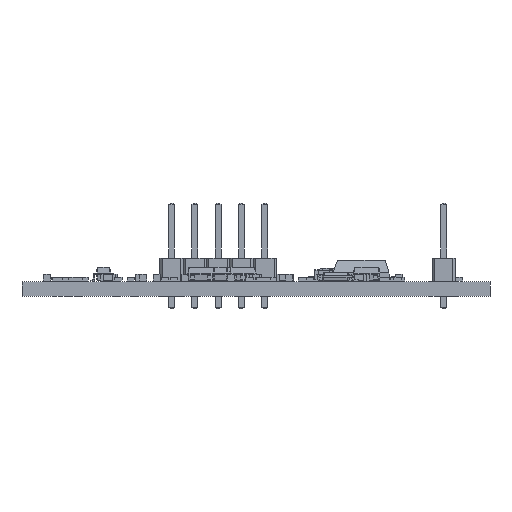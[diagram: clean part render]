
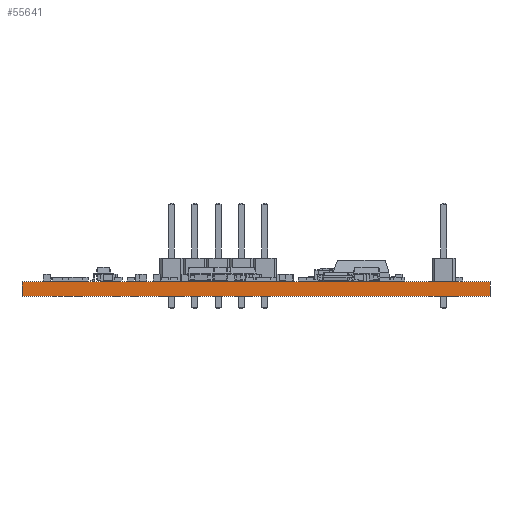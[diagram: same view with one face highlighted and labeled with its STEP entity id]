
A CAD part, front view. The second image highlights one B-rep face of the part: STEP entity #55641.
In plain terms, the highlighted planar face has unit normal (0, -1, 0).
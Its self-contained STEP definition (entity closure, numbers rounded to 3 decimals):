
#55641 = ADVANCED_FACE('',(#55642),#55656,.T.);
#55642 = FACE_BOUND('',#55643,.T.);
#55643 = EDGE_LOOP('',(#55644,#55679,#55707,#55735));
#55644 = ORIENTED_EDGE('',*,*,#55645,.T.);
#55645 = EDGE_CURVE('',#55646,#55648,#55650,.T.);
#55646 = VERTEX_POINT('',#55647);
#55647 = CARTESIAN_POINT('',(202.,-116.,0.));
#55648 = VERTEX_POINT('',#55649);
#55649 = CARTESIAN_POINT('',(202.,-116.,1.58));
#55650 = SURFACE_CURVE('',#55651,(#55655,#55667),.PCURVE_S1.);
#55651 = LINE('',#55652,#55653);
#55652 = CARTESIAN_POINT('',(202.,-116.,0.));
#55653 = VECTOR('',#55654,1.);
#55654 = DIRECTION('',(0.,0.,1.));
#55655 = PCURVE('',#55656,#55661);
#55656 = PLANE('',#55657);
#55657 = AXIS2_PLACEMENT_3D('',#55658,#55659,#55660);
#55658 = CARTESIAN_POINT('',(202.,-116.,0.));
#55659 = DIRECTION('',(0.,-1.,0.));
#55660 = DIRECTION('',(-1.,0.,0.));
#55661 = DEFINITIONAL_REPRESENTATION('',(#55662),#55666);
#55662 = LINE('',#55663,#55664);
#55663 = CARTESIAN_POINT('',(0.,-0.));
#55664 = VECTOR('',#55665,1.);
#55665 = DIRECTION('',(0.,-1.));
#55666 = ( GEOMETRIC_REPRESENTATION_CONTEXT(2) 
PARAMETRIC_REPRESENTATION_CONTEXT() REPRESENTATION_CONTEXT('2D SPACE',''
  ) );
#55667 = PCURVE('',#55668,#55673);
#55668 = PLANE('',#55669);
#55669 = AXIS2_PLACEMENT_3D('',#55670,#55671,#55672);
#55670 = CARTESIAN_POINT('',(202.,-57.,0.));
#55671 = DIRECTION('',(1.,0.,-0.));
#55672 = DIRECTION('',(0.,-1.,0.));
#55673 = DEFINITIONAL_REPRESENTATION('',(#55674),#55678);
#55674 = LINE('',#55675,#55676);
#55675 = CARTESIAN_POINT('',(59.,0.));
#55676 = VECTOR('',#55677,1.);
#55677 = DIRECTION('',(0.,-1.));
#55678 = ( GEOMETRIC_REPRESENTATION_CONTEXT(2) 
PARAMETRIC_REPRESENTATION_CONTEXT() REPRESENTATION_CONTEXT('2D SPACE',''
  ) );
#55679 = ORIENTED_EDGE('',*,*,#55680,.T.);
#55680 = EDGE_CURVE('',#55648,#55681,#55683,.T.);
#55681 = VERTEX_POINT('',#55682);
#55682 = CARTESIAN_POINT('',(151.,-116.,1.58));
#55683 = SURFACE_CURVE('',#55684,(#55688,#55695),.PCURVE_S1.);
#55684 = LINE('',#55685,#55686);
#55685 = CARTESIAN_POINT('',(202.,-116.,1.58));
#55686 = VECTOR('',#55687,1.);
#55687 = DIRECTION('',(-1.,0.,0.));
#55688 = PCURVE('',#55656,#55689);
#55689 = DEFINITIONAL_REPRESENTATION('',(#55690),#55694);
#55690 = LINE('',#55691,#55692);
#55691 = CARTESIAN_POINT('',(0.,-1.58));
#55692 = VECTOR('',#55693,1.);
#55693 = DIRECTION('',(1.,0.));
#55694 = ( GEOMETRIC_REPRESENTATION_CONTEXT(2) 
PARAMETRIC_REPRESENTATION_CONTEXT() REPRESENTATION_CONTEXT('2D SPACE',''
  ) );
#55695 = PCURVE('',#55696,#55701);
#55696 = PLANE('',#55697);
#55697 = AXIS2_PLACEMENT_3D('',#55698,#55699,#55700);
#55698 = CARTESIAN_POINT('',(176.5,-86.5,1.58));
#55699 = DIRECTION('',(-0.,-0.,-1.));
#55700 = DIRECTION('',(-1.,0.,0.));
#55701 = DEFINITIONAL_REPRESENTATION('',(#55702),#55706);
#55702 = LINE('',#55703,#55704);
#55703 = CARTESIAN_POINT('',(-25.5,-29.5));
#55704 = VECTOR('',#55705,1.);
#55705 = DIRECTION('',(1.,0.));
#55706 = ( GEOMETRIC_REPRESENTATION_CONTEXT(2) 
PARAMETRIC_REPRESENTATION_CONTEXT() REPRESENTATION_CONTEXT('2D SPACE',''
  ) );
#55707 = ORIENTED_EDGE('',*,*,#55708,.F.);
#55708 = EDGE_CURVE('',#55709,#55681,#55711,.T.);
#55709 = VERTEX_POINT('',#55710);
#55710 = CARTESIAN_POINT('',(151.,-116.,0.));
#55711 = SURFACE_CURVE('',#55712,(#55716,#55723),.PCURVE_S1.);
#55712 = LINE('',#55713,#55714);
#55713 = CARTESIAN_POINT('',(151.,-116.,0.));
#55714 = VECTOR('',#55715,1.);
#55715 = DIRECTION('',(0.,0.,1.));
#55716 = PCURVE('',#55656,#55717);
#55717 = DEFINITIONAL_REPRESENTATION('',(#55718),#55722);
#55718 = LINE('',#55719,#55720);
#55719 = CARTESIAN_POINT('',(51.,0.));
#55720 = VECTOR('',#55721,1.);
#55721 = DIRECTION('',(0.,-1.));
#55722 = ( GEOMETRIC_REPRESENTATION_CONTEXT(2) 
PARAMETRIC_REPRESENTATION_CONTEXT() REPRESENTATION_CONTEXT('2D SPACE',''
  ) );
#55723 = PCURVE('',#55724,#55729);
#55724 = PLANE('',#55725);
#55725 = AXIS2_PLACEMENT_3D('',#55726,#55727,#55728);
#55726 = CARTESIAN_POINT('',(151.,-116.,0.));
#55727 = DIRECTION('',(-1.,0.,0.));
#55728 = DIRECTION('',(0.,1.,0.));
#55729 = DEFINITIONAL_REPRESENTATION('',(#55730),#55734);
#55730 = LINE('',#55731,#55732);
#55731 = CARTESIAN_POINT('',(0.,0.));
#55732 = VECTOR('',#55733,1.);
#55733 = DIRECTION('',(0.,-1.));
#55734 = ( GEOMETRIC_REPRESENTATION_CONTEXT(2) 
PARAMETRIC_REPRESENTATION_CONTEXT() REPRESENTATION_CONTEXT('2D SPACE',''
  ) );
#55735 = ORIENTED_EDGE('',*,*,#55736,.F.);
#55736 = EDGE_CURVE('',#55646,#55709,#55737,.T.);
#55737 = SURFACE_CURVE('',#55738,(#55742,#55749),.PCURVE_S1.);
#55738 = LINE('',#55739,#55740);
#55739 = CARTESIAN_POINT('',(202.,-116.,0.));
#55740 = VECTOR('',#55741,1.);
#55741 = DIRECTION('',(-1.,0.,0.));
#55742 = PCURVE('',#55656,#55743);
#55743 = DEFINITIONAL_REPRESENTATION('',(#55744),#55748);
#55744 = LINE('',#55745,#55746);
#55745 = CARTESIAN_POINT('',(0.,-0.));
#55746 = VECTOR('',#55747,1.);
#55747 = DIRECTION('',(1.,0.));
#55748 = ( GEOMETRIC_REPRESENTATION_CONTEXT(2) 
PARAMETRIC_REPRESENTATION_CONTEXT() REPRESENTATION_CONTEXT('2D SPACE',''
  ) );
#55749 = PCURVE('',#55750,#55755);
#55750 = PLANE('',#55751);
#55751 = AXIS2_PLACEMENT_3D('',#55752,#55753,#55754);
#55752 = CARTESIAN_POINT('',(176.5,-86.5,0.));
#55753 = DIRECTION('',(-0.,-0.,-1.));
#55754 = DIRECTION('',(-1.,0.,0.));
#55755 = DEFINITIONAL_REPRESENTATION('',(#55756),#55760);
#55756 = LINE('',#55757,#55758);
#55757 = CARTESIAN_POINT('',(-25.5,-29.5));
#55758 = VECTOR('',#55759,1.);
#55759 = DIRECTION('',(1.,0.));
#55760 = ( GEOMETRIC_REPRESENTATION_CONTEXT(2) 
PARAMETRIC_REPRESENTATION_CONTEXT() REPRESENTATION_CONTEXT('2D SPACE',''
  ) );
